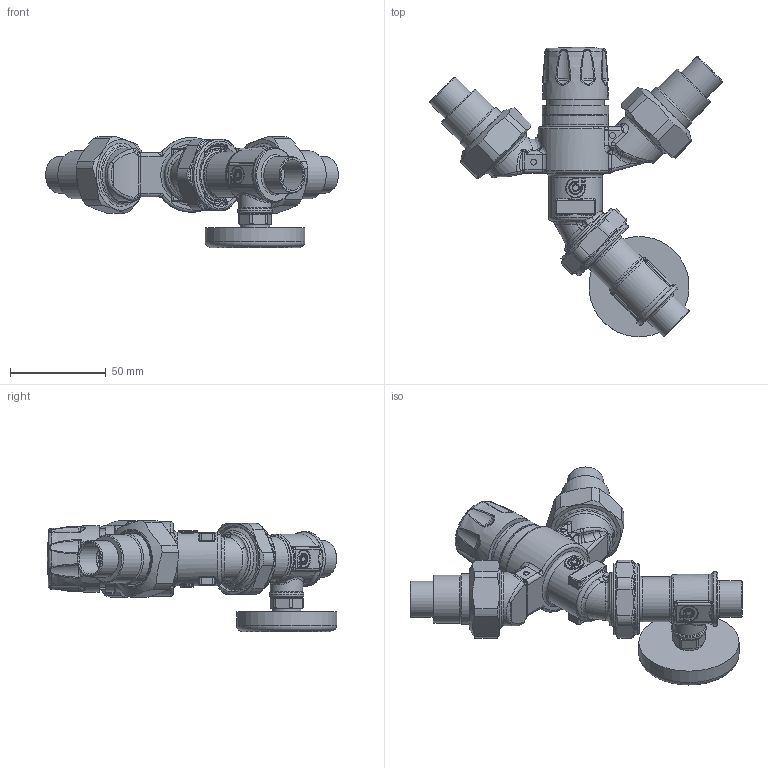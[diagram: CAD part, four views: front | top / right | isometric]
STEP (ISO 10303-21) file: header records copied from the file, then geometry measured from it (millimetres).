
FILE_DESCRIPTION(/* description */ (''),/* implementation_level */ '2;1');
FILE_NAME(/* name */ '520419AC.stp',/* time_stamp */ '2025-07-08T12:54:42-05:00',/* author */ ('ischreiner'),/* organization */ (''),/* preprocessor_version */ 'ST-DEVELOPER v20',/* originating_system */ 'Autodesk Inventor 2024',/* authorisation */ '');
FILE_SCHEMA (('AUTOMOTIVE_DESIGN { 1 0 10303 214 3 1 1 }'));
Products named in the file (6): 520419AC; New 520051A body; F0015056 TP 0.5 SWT for check; NA10328_Simplify_1; Neoperl OV20; F61008 - 1 inch union nut
Assembly tree (8 placements, depth 2):
  520419AC
    New 520051A body
    F0015056 TP 0.5 SWT for check  x2
    NA10328_Simplify_1
    Neoperl OV20  x2
    F61008 - 1 inch union nut  x2
Bounding box: 152.74 x 150.87 x 57.97 mm (x, y, z)
Volume: 221222.5 mm3; surface area: 69424 mm2
Topology: 14 solids, 14 shells, 2004 faces, 4844 edges, 2808 vertices
Faces by surface type: plane 552, cylinder 515, bspline 500, torus 208, cone 117, sphere 112
Full cylindrical faces by diameter (mm): 3 x2, 5.24 x2, 9.017 x1, 11.176 x1, 11.227 x1, 12.6 x2, 12.954 x1, 13.6 x1, 15 x2, 15.24 x1, 15.875 x1, 16 x3, 16.55 x2, 17 x1, 18 x1, 19 x3, 19.55 x2, 19.6 x4, 20.1 x4, 20.6 x4, 22 x2, 23.5 x1, 24 x1, 25 x2, 26.5 x2, 26.924 x2, 27.7 x1, 28 x2, 28.5 x1, 29.6 x1
Entity records: 89111 total; most frequent: CARTESIAN_POINT 52492, ORIENTED_EDGE 7684, DIRECTION 6996, EDGE_CURVE 3842, AXIS2_PLACEMENT_3D 2906, VERTEX_POINT 2240, EDGE_LOOP 1748, FACE_OUTER_BOUND 1677
